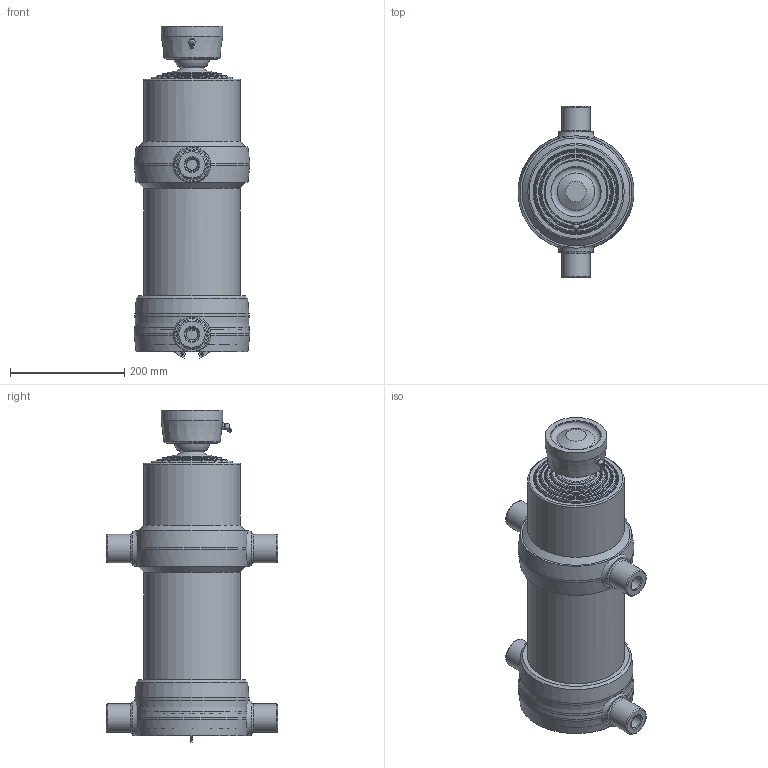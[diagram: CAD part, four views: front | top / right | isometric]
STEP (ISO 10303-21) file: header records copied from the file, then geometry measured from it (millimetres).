
FILE_DESCRIPTION( ( 'Unknown' ), '1' );
FILE_NAME( '4050S.stp', 'Unknown', ( 'Unknown' ), ( 'Unknown' ), 'PSStep 14.0', 'Unknown', ' ' );
FILE_SCHEMA( ( 'AUTOMOTIVE_DESIGN { 1 0 10303 214 1 1 1 1 }' ) );
Length unit declared in the file: millimetre
Products named in the file (19): 2780; 2224; 4037; Assem1; 2199; 2781; SEE-I085; Saldatura d'angolo 1-oa0; 2605; 4923-oa1; 2539; 4036; 4035; 4027; 4026; 4059
Bounding box: 202.3 x 300 x 581.71 mm (x, y, z)
Volume: 24571992.4 mm3; surface area: 5036729.8 mm2
Topology: 41 solids, 41 shells, 922 faces, 2037 edges, 1299 vertices
Faces by surface type: plane 329, cylinder 268, torus 169, cone 138, sphere 15, bspline 3
Full cylindrical faces by diameter (mm): 0 x3, 2 x4, 3.172 x4, 4 x10, 4.308 x4, 4.917 x4, 6 x4, 6.647 x6, 8 x4, 10 x4, 19 x3, 20 x2, 20.376 x3, 25 x3, 28 x3, 39 x2, 50 x6, 60.5 x3, 67 x2, 68 x6, 71 x2, 72.8 x2, 73 x4, 74.2 x2, 76 x2, 85 x3, 85.2 x6, 87 x2, 88 x9, 88.036 x3
Entity records: 12638 total; most frequent: CARTESIAN_POINT 2877, DIRECTION 1537, ORIENTED_EDGE 1070, AXIS2_PLACEMENT_3D 713, EDGE_LOOP 631, EDGE_CURVE 535, FACE_OUTER_BOUND 506, VERTEX_POINT 444
